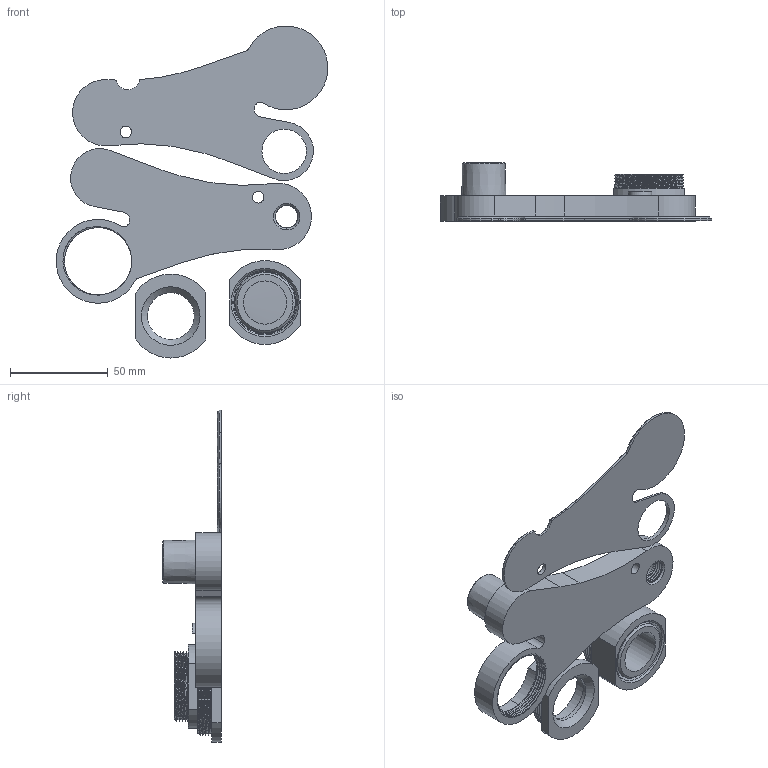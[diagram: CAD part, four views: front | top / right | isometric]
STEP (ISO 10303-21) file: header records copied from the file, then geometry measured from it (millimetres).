
FILE_DESCRIPTION(/* description */ (''),/* implementation_level */ '2;1');
FILE_NAME(/* name */ 'LRV_final_3300_15 v27.step',/* time_stamp */ '2020-04-09T11:24:28-04:00',/* author */ (''),/* organization */ (''),/* preprocessor_version */ 'ST-DEVELOPER v18',/* originating_system */ 'Autodesk Translation Framework v8.12.0.6',/* authorisation */ '');
FILE_SCHEMA (('AUTOMOTIVE_DESIGN { 1 0 10303 214 3 1 1 }'));
Products named in the file (5): LRV_final_3300_15; yVentTop (1); yVentBot ; Peep Adapter (1); yVent Cover (1)
Assembly tree (4 placements, depth 2):
  LRV_final_3300_15
    yVentTop (1)
    yVentBot 
    Peep Adapter (1)
    yVent Cover (1)
Bounding box: 139.15 x 30 x 170.19 mm (x, y, z)
Volume: 89946.4 mm3; surface area: 48379.2 mm2
Topology: 4 solids, 4 shells, 1290 faces, 3537 edges, 2348 vertices
Faces by surface type: bspline 620, plane 552, cylinder 90, cone 28
Full cylindrical faces by diameter (mm): 6 x2, 11.24 x1, 18 x1, 22.2 x1, 22.8 x1, 24 x1, 29 x2, 30.7 x1, 33.3 x1, 33.932 x4, 34.132 x4, 34.526 x5, 35.65 x5, 35.85 x4, 36.208 x6
Entity records: 54092 total; most frequent: CARTESIAN_POINT 25445, ORIENTED_EDGE 7074, DIRECTION 3727, EDGE_CURVE 3537, VERTEX_POINT 2348, LINE 2067, VECTOR 2067, EDGE_LOOP 1399
